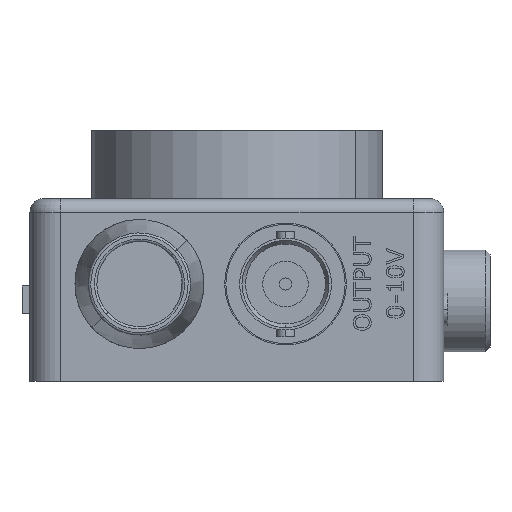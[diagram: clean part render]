
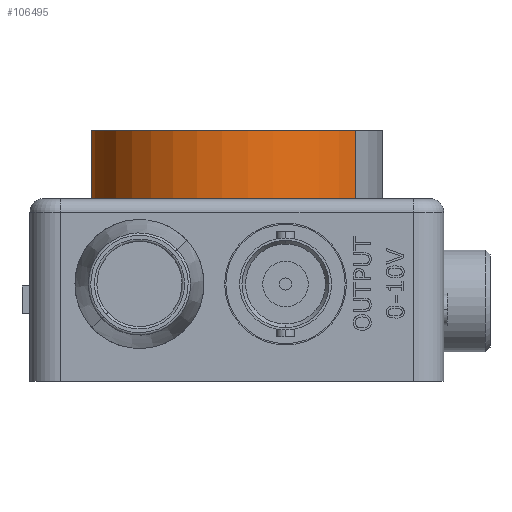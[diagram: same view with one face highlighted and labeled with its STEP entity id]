
A CAD part, front view. The second image highlights one B-rep face of the part: STEP entity #106495.
In plain terms, the highlighted cylindrical face has radius 15.24 mm (diameter 30.48 mm), a partial arc.
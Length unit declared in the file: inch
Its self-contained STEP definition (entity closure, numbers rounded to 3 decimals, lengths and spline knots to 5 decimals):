
#35228 = CIRCLE ( 'NONE', #35245, 0.6 ) ;
#35234 = VECTOR ( 'NONE', #40893, 39.37008 ) ;
#35239 = VECTOR ( 'NONE', #40930, 39.37008 ) ;
#35241 = CIRCLE ( 'NONE', #35243, 0.6 ) ;
#35243 = AXIS2_PLACEMENT_3D ( 'NONE', #40935, #40936, #40937 ) ;
#35245 = AXIS2_PLACEMENT_3D ( 'NONE', #40938, #40939, #40940 ) ;
#37164 = LINE ( 'NONE', #40892, #35234 ) ;
#37166 = LINE ( 'NONE', #40929, #35239 ) ;
#40892 = CARTESIAN_POINT ( 'NONE',  ( 0., 0.28, 0.6 ) ) ;
#40893 = DIRECTION ( 'NONE',  ( 0., -1., 0. ) ) ;
#40929 = CARTESIAN_POINT ( 'NONE',  ( 0., 0.28, -0.6 ) ) ;
#40930 = DIRECTION ( 'NONE',  ( 0., -1., 0. ) ) ;
#40935 = CARTESIAN_POINT ( 'NONE',  ( 0., 0.28, 0. ) ) ;
#40936 = DIRECTION ( 'NONE',  ( 0., 1., 0. ) ) ;
#40937 = DIRECTION ( 'NONE',  ( 0., 0., 1. ) ) ;
#40938 = CARTESIAN_POINT ( 'NONE',  ( 0., 0., 0. ) ) ;
#40939 = DIRECTION ( 'NONE',  ( 0., 1., 0. ) ) ;
#40940 = DIRECTION ( 'NONE',  ( 0., 0., 1. ) ) ;
#63483 = EDGE_CURVE ( 'NONE', #74906, #74908, #37164, .T. ) ;
#63488 = EDGE_CURVE ( 'NONE', #74907, #74909, #37166, .T. ) ;
#63491 = EDGE_CURVE ( 'NONE', #74907, #74906, #35241, .T. ) ;
#63492 = EDGE_CURVE ( 'NONE', #74909, #74908, #35228, .T. ) ;
#65401 = ORIENTED_EDGE ( 'NONE', *, *, #63483, .F. ) ;
#65404 = ORIENTED_EDGE ( 'NONE', *, *, #63488, .T. ) ;
#65405 = ORIENTED_EDGE ( 'NONE', *, *, #63491, .F. ) ;
#65408 = ORIENTED_EDGE ( 'NONE', *, *, #63492, .T. ) ;
#73938 = EDGE_LOOP ( 'NONE', ( #65401, #65405, #65404, #65408 ) ) ;
#74906 = VERTEX_POINT ( 'NONE', #88739 ) ;
#74907 = VERTEX_POINT ( 'NONE', #88740 ) ;
#74908 = VERTEX_POINT ( 'NONE', #88741 ) ;
#74909 = VERTEX_POINT ( 'NONE', #88742 ) ;
#82205 = FACE_OUTER_BOUND ( 'NONE', #73938, .T. ) ;
#82206 = CYLINDRICAL_SURFACE ( 'NONE', #83016, 0.6 ) ;
#83016 = AXIS2_PLACEMENT_3D ( 'NONE', #84474, #84475, #84476 ) ;
#84474 = CARTESIAN_POINT ( 'NONE',  ( 0., 0.28, 0. ) ) ;
#84475 = DIRECTION ( 'NONE',  ( 0., -1., 0. ) ) ;
#84476 = DIRECTION ( 'NONE',  ( 0., 0., -1. ) ) ;
#88739 = CARTESIAN_POINT ( 'NONE',  ( 0., 0.28, 0.6 ) ) ;
#88740 = CARTESIAN_POINT ( 'NONE',  ( 0., 0.28, -0.6 ) ) ;
#88741 = CARTESIAN_POINT ( 'NONE',  ( 0., 0., 0.6 ) ) ;
#88742 = CARTESIAN_POINT ( 'NONE',  ( 0., 0., -0.6 ) ) ;
#106495 = ADVANCED_FACE ( 'NONE', ( #82205 ), #82206, .T. ) ;
